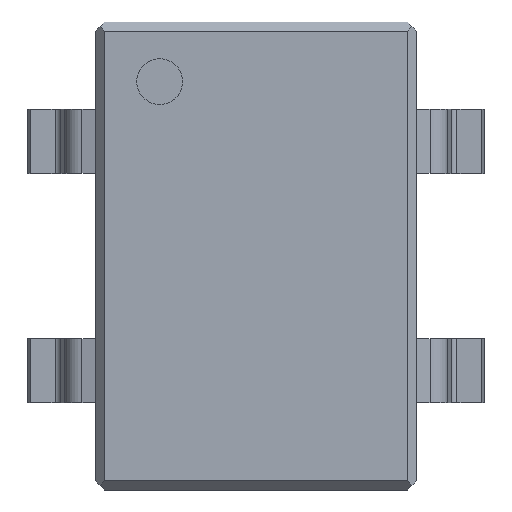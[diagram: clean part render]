
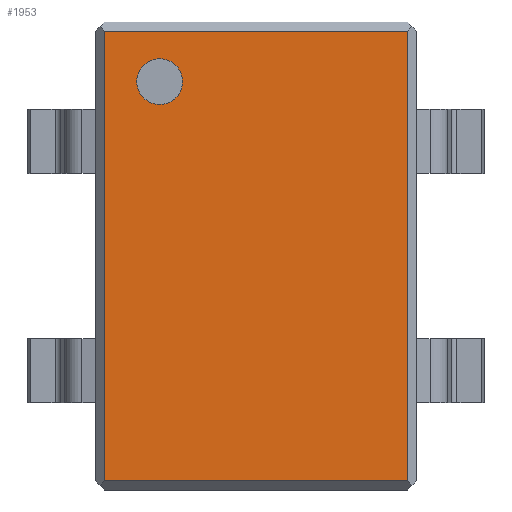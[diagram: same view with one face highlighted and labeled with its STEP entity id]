
A CAD part, top view. The second image highlights one B-rep face of the part: STEP entity #1953.
In plain terms, the highlighted planar face has unit normal (0, 0, 1).
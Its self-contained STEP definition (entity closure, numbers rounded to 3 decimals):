
#1597=CARTESIAN_POINT('Vertex',(-3.3,4.9,1.6)) ;
#1602=CARTESIAN_POINT('Line Origine',(0.,4.9,1.6)) ;
#1606=CARTESIAN_POINT('Vertex',(3.3,4.9,1.6)) ;
#1705=CARTESIAN_POINT('Line Origine',(3.3,0.,1.6)) ;
#1709=CARTESIAN_POINT('Vertex',(3.3,-4.9,1.6)) ;
#1815=CARTESIAN_POINT('Vertex',(-3.3,-4.9,1.6)) ;
#1818=CARTESIAN_POINT('Line Origine',(-3.3,0.,1.6)) ;
#1872=CARTESIAN_POINT('Line Origine',(0.,-4.9,1.6)) ;
#1924=CARTESIAN_POINT('Axis2P3D Location',(0.,0.,1.6)) ;
#1935=CARTESIAN_POINT('Axis2P3D Location',(-2.1,3.8,1.6)) ;
#1939=CARTESIAN_POINT('Vertex',(-1.6,3.8,1.6)) ;
#1941=CARTESIAN_POINT('Vertex',(-2.6,3.8,1.6)) ;
#1944=CARTESIAN_POINT('Axis2P3D Location',(-2.1,3.8,1.6)) ;
#1603=DIRECTION('Vector Direction',(-1.,0.,0.)) ;
#1706=DIRECTION('Vector Direction',(0.,1.,0.)) ;
#1819=DIRECTION('Vector Direction',(0.,-1.,0.)) ;
#1873=DIRECTION('Vector Direction',(1.,0.,0.)) ;
#1925=DIRECTION('Axis2P3D Direction',(0.,0.,1.)) ;
#1926=DIRECTION('Axis2P3D XDirection',(1.,0.,0.)) ;
#1936=DIRECTION('Axis2P3D Direction',(0.,0.,1.)) ;
#1945=DIRECTION('Axis2P3D Direction',(0.,0.,1.)) ;
#1927=AXIS2_PLACEMENT_3D('Plane Axis2P3D',#1924,#1925,#1926) ;
#1937=AXIS2_PLACEMENT_3D('Circle Axis2P3D',#1935,#1936,$) ;
#1946=AXIS2_PLACEMENT_3D('Circle Axis2P3D',#1944,#1945,$) ;
#1930=ORIENTED_EDGE('',*,*,#1876,.T.) ;
#1931=ORIENTED_EDGE('',*,*,#1711,.T.) ;
#1932=ORIENTED_EDGE('',*,*,#1608,.T.) ;
#1933=ORIENTED_EDGE('',*,*,#1822,.T.) ;
#1950=ORIENTED_EDGE('',*,*,#1943,.F.) ;
#1951=ORIENTED_EDGE('',*,*,#1948,.F.) ;
#1952=FACE_BOUND('',#1949,.T.) ;
#1604=VECTOR('Line Direction',#1603,1.) ;
#1707=VECTOR('Line Direction',#1706,1.) ;
#1820=VECTOR('Line Direction',#1819,1.) ;
#1874=VECTOR('Line Direction',#1873,1.) ;
#1953=ADVANCED_FACE('PartBody',(#1934,#1952),#1928,.T.) ;
#1938=CIRCLE('generated circle',#1937,0.5) ;
#1947=CIRCLE('generated circle',#1946,0.5) ;
#1608=EDGE_CURVE('',#1607,#1598,#1605,.T.) ;
#1711=EDGE_CURVE('',#1710,#1607,#1708,.T.) ;
#1822=EDGE_CURVE('',#1598,#1816,#1821,.T.) ;
#1876=EDGE_CURVE('',#1816,#1710,#1875,.T.) ;
#1943=EDGE_CURVE('',#1940,#1942,#1938,.T.) ;
#1948=EDGE_CURVE('',#1942,#1940,#1947,.T.) ;
#1929=EDGE_LOOP('',(#1930,#1931,#1932,#1933)) ;
#1949=EDGE_LOOP('',(#1950,#1951)) ;
#1934=FACE_OUTER_BOUND('',#1929,.T.) ;
#1605=LINE('Line',#1602,#1604) ;
#1708=LINE('Line',#1705,#1707) ;
#1821=LINE('Line',#1818,#1820) ;
#1875=LINE('Line',#1872,#1874) ;
#1928=PLANE('Plane',#1927) ;
#1598=VERTEX_POINT('',#1597) ;
#1607=VERTEX_POINT('',#1606) ;
#1710=VERTEX_POINT('',#1709) ;
#1816=VERTEX_POINT('',#1815) ;
#1940=VERTEX_POINT('',#1939) ;
#1942=VERTEX_POINT('',#1941) ;
